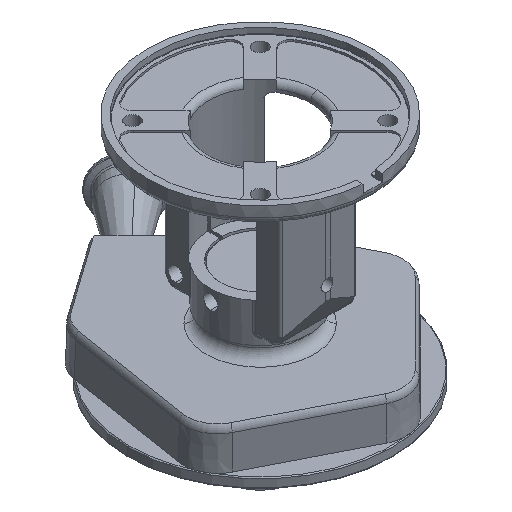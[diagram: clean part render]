
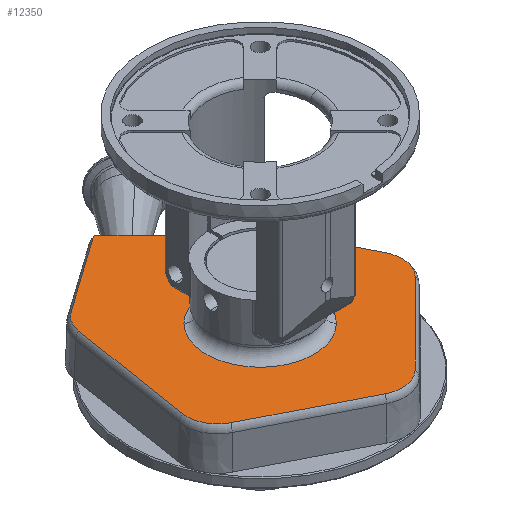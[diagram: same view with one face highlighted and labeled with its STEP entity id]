
A CAD part, isometric view. The second image highlights one B-rep face of the part: STEP entity #12350.
In plain terms, the highlighted planar face has unit normal (0, 0, 1).
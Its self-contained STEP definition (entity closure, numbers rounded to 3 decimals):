
#81 = DIRECTION ( 'NONE',  ( -0.966, -0.259, 0. ) ) ;
#84 = DIRECTION ( 'NONE',  ( 0.157, 0.988, 0. ) ) ;
#326 = DIRECTION ( 'NONE',  ( 0.707, -0.707, 0. ) ) ;
#422 = CARTESIAN_POINT ( 'NONE',  ( 31.113, 124.451, -189. ) ) ;
#521 = DIRECTION ( 'NONE',  ( 0., 0., -1. ) ) ;
#522 = VERTEX_POINT ( 'NONE', #4552 ) ;
#589 = LINE ( 'NONE', #3521, #11320 ) ;
#762 = CIRCLE ( 'NONE', #7900, 55. ) ;
#769 = DIRECTION ( 'NONE',  ( 0.707, -0.707, 0. ) ) ;
#825 = CIRCLE ( 'NONE', #5919, 31.169 ) ;
#829 = CIRCLE ( 'NONE', #7821, 31.169 ) ;
#1006 = VERTEX_POINT ( 'NONE', #8875 ) ;
#1091 = DIRECTION ( 'NONE',  ( -0.707, 0.707, 0. ) ) ;
#1105 = CARTESIAN_POINT ( 'NONE',  ( 117.362, 147.561, -189. ) ) ;
#1130 = DIRECTION ( 'NONE',  ( 0., 0., 1. ) ) ;
#1143 = CARTESIAN_POINT ( 'NONE',  ( -38.891, 38.891, -189. ) ) ;
#1250 = DIRECTION ( 'NONE',  ( 0., 0., 1. ) ) ;
#1461 = EDGE_CURVE ( 'NONE', #10602, #8608, #589, .T. ) ;
#1466 = EDGE_LOOP ( 'NONE', ( #8855, #12523 ) ) ;
#1741 = CARTESIAN_POINT ( 'NONE',  ( -68.701, 80.723, -189. ) ) ;
#1751 = EDGE_CURVE ( 'NONE', #10259, #1006, #9852, .T. ) ;
#1924 = CARTESIAN_POINT ( 'NONE',  ( 139.999, 339.783, -189. ) ) ;
#1948 = VERTEX_POINT ( 'NONE', #5027 ) ;
#2042 = CIRCLE ( 'NONE', #7141, 31.169 ) ;
#2083 = VERTEX_POINT ( 'NONE', #8483 ) ;
#2369 = DIRECTION ( 'NONE',  ( 0.707, -0.707, 0. ) ) ;
#2471 = ORIENTED_EDGE ( 'NONE', *, *, #7314, .F. ) ;
#2640 = AXIS2_PLACEMENT_3D ( 'NONE', #10077, #4248, #10898 ) ;
#2715 = CARTESIAN_POINT ( 'NONE',  ( 126.103, -1.525, -189. ) ) ;
#2854 = VECTOR ( 'NONE', #81, 1000. ) ;
#2873 = EDGE_CURVE ( 'NONE', #8608, #4375, #829, .T. ) ;
#2894 = CARTESIAN_POINT ( 'NONE',  ( -102.806, -72.944, -189. ) ) ;
#3053 = DIRECTION ( 'NONE',  ( 0.707, -0.707, 0. ) ) ;
#3362 = EDGE_CURVE ( 'NONE', #7243, #11020, #11911, .T. ) ;
#3521 = CARTESIAN_POINT ( 'NONE',  ( 100.078, 50.054, -189. ) ) ;
#3525 = VERTEX_POINT ( 'NONE', #6714 ) ;
#3550 = EDGE_CURVE ( 'NONE', #9485, #5087, #3595, .T. ) ;
#3595 = CIRCLE ( 'NONE', #5022, 31.169 ) ;
#3651 = EDGE_CURVE ( 'NONE', #1948, #2083, #7882, .T. ) ;
#3867 = CIRCLE ( 'NONE', #6108, 31.169 ) ;
#3997 = PLANE ( 'NONE',  #6611 ) ;
#4089 = LINE ( 'NONE', #8304, #5731 ) ;
#4163 = ORIENTED_EDGE ( 'NONE', *, *, #3550, .F. ) ;
#4214 = CARTESIAN_POINT ( 'NONE',  ( 0., 0., -189. ) ) ;
#4248 = DIRECTION ( 'NONE',  ( 0., 0., -1. ) ) ;
#4276 = DIRECTION ( 'NONE',  ( 0.707, -0.707, 0. ) ) ;
#4346 = DIRECTION ( 'NONE',  ( 0., 0., 1. ) ) ;
#4375 = VERTEX_POINT ( 'NONE', #4414 ) ;
#4413 = CARTESIAN_POINT ( 'NONE',  ( -159.395, 54.659, -189. ) ) ;
#4414 = CARTESIAN_POINT ( 'NONE',  ( 120.315, -37.605, -189. ) ) ;
#4552 = CARTESIAN_POINT ( 'NONE',  ( -10.264, 160.332, -189. ) ) ;
#4708 = ORIENTED_EDGE ( 'NONE', *, *, #8703, .F. ) ;
#4725 = VECTOR ( 'NONE', #5309, 1000. ) ;
#4758 = EDGE_CURVE ( 'NONE', #9787, #9570, #7911, .T. ) ;
#5022 = AXIS2_PLACEMENT_3D ( 'NONE', #8173, #9012, #7083 ) ;
#5027 = CARTESIAN_POINT ( 'NONE',  ( 49.83, 129.466, -189. ) ) ;
#5047 = EDGE_CURVE ( 'NONE', #522, #1006, #12204, .T. ) ;
#5087 = VERTEX_POINT ( 'NONE', #9183 ) ;
#5091 = FACE_OUTER_BOUND ( 'NONE', #10917, .T. ) ;
#5148 = CARTESIAN_POINT ( 'NONE',  ( 98.275, -15.565, -189. ) ) ;
#5192 = DIRECTION ( 'NONE',  ( 0.707, -0.707, 0. ) ) ;
#5233 = CARTESIAN_POINT ( 'NONE',  ( -68.701, 80.723, -189. ) ) ;
#5254 = CARTESIAN_POINT ( 'NONE',  ( -119.44, -40.293, -189. ) ) ;
#5309 = DIRECTION ( 'NONE',  ( -0.707, -0.707, 0. ) ) ;
#5381 = CARTESIAN_POINT ( 'NONE',  ( 40.096, 99.742, -189. ) ) ;
#5634 = EDGE_CURVE ( 'NONE', #9570, #9787, #762, .T. ) ;
#5642 = ORIENTED_EDGE ( 'NONE', *, *, #2873, .F. ) ;
#5643 = VECTOR ( 'NONE', #84, 1000. ) ;
#5731 = VECTOR ( 'NONE', #6393, 1000. ) ;
#5733 = ORIENTED_EDGE ( 'NONE', *, *, #7628, .F. ) ;
#5919 = AXIS2_PLACEMENT_3D ( 'NONE', #1741, #8371, #769 ) ;
#5965 = AXIS2_PLACEMENT_3D ( 'NONE', #5233, #8360, #2369 ) ;
#6010 = CARTESIAN_POINT ( 'NONE',  ( 37.605, -120.315, -189. ) ) ;
#6108 = AXIS2_PLACEMENT_3D ( 'NONE', #8302, #8247, #4276 ) ;
#6161 = CIRCLE ( 'NONE', #5965, 31.169 ) ;
#6393 = DIRECTION ( 'NONE',  ( -0.891, 0.454, 0. ) ) ;
#6394 = CARTESIAN_POINT ( 'NONE',  ( 12.046, -145.874, -189. ) ) ;
#6611 = AXIS2_PLACEMENT_3D ( 'NONE', #11808, #1130, #3053 ) ;
#6680 = ORIENTED_EDGE ( 'NONE', *, *, #3362, .F. ) ;
#6714 = CARTESIAN_POINT ( 'NONE',  ( -90.741, 102.763, -189. ) ) ;
#6841 = CARTESIAN_POINT ( 'NONE',  ( 67.924, 113.783, -189. ) ) ;
#7046 = LINE ( 'NONE', #1105, #2854 ) ;
#7083 = DIRECTION ( 'NONE',  ( 0.707, -0.707, 0. ) ) ;
#7141 = AXIS2_PLACEMENT_3D ( 'NONE', #5381, #521, #5192 ) ;
#7160 = EDGE_CURVE ( 'NONE', #1948, #10259, #7046, .T. ) ;
#7243 = VERTEX_POINT ( 'NONE', #5254 ) ;
#7314 = EDGE_CURVE ( 'NONE', #2083, #10602, #2042, .T. ) ;
#7557 = LINE ( 'NONE', #4413, #11049 ) ;
#7621 = ORIENTED_EDGE ( 'NONE', *, *, #7830, .F. ) ;
#7628 = EDGE_CURVE ( 'NONE', #8621, #7243, #3867, .T. ) ;
#7715 = AXIS2_PLACEMENT_3D ( 'NONE', #4214, #4346, #326 ) ;
#7721 = CARTESIAN_POINT ( 'NONE',  ( -99.486, 85.602, -189. ) ) ;
#7821 = AXIS2_PLACEMENT_3D ( 'NONE', #5148, #11928, #9059 ) ;
#7830 = EDGE_CURVE ( 'NONE', #11020, #3525, #825, .T. ) ;
#7882 = CIRCLE ( 'NONE', #8502, 228.831 ) ;
#7900 = AXIS2_PLACEMENT_3D ( 'NONE', #9818, #1250, #8027 ) ;
#7911 = CIRCLE ( 'NONE', #7715, 55. ) ;
#8027 = DIRECTION ( 'NONE',  ( 0.707, -0.707, 0. ) ) ;
#8162 = ORIENTED_EDGE ( 'NONE', *, *, #5047, .F. ) ;
#8173 = CARTESIAN_POINT ( 'NONE',  ( 15.565, -98.275, -189. ) ) ;
#8247 = DIRECTION ( 'NONE',  ( 0., 0., -1. ) ) ;
#8263 = DIRECTION ( 'NONE',  ( 0.816, 0.578, 0. ) ) ;
#8302 = CARTESIAN_POINT ( 'NONE',  ( -88.655, -45.172, -189. ) ) ;
#8304 = CARTESIAN_POINT ( 'NONE',  ( -102.806, -72.944, -189. ) ) ;
#8305 = CARTESIAN_POINT ( 'NONE',  ( 38.891, -38.891, -189. ) ) ;
#8360 = DIRECTION ( 'NONE',  ( 0., 0., -1. ) ) ;
#8371 = DIRECTION ( 'NONE',  ( 0., 0., -1. ) ) ;
#8483 = CARTESIAN_POINT ( 'NONE',  ( 52.073, 128.519, -189. ) ) ;
#8502 = AXIS2_PLACEMENT_3D ( 'NONE', #1924, #11621, #10710 ) ;
#8568 = ORIENTED_EDGE ( 'NONE', *, *, #1751, .T. ) ;
#8583 = ORIENTED_EDGE ( 'NONE', *, *, #9274, .F. ) ;
#8608 = VERTEX_POINT ( 'NONE', #2715 ) ;
#8621 = VERTEX_POINT ( 'NONE', #2894 ) ;
#8703 = EDGE_CURVE ( 'NONE', #5087, #8621, #4089, .T. ) ;
#8848 = CARTESIAN_POINT ( 'NONE',  ( -119.44, -40.293, -189. ) ) ;
#8855 = ORIENTED_EDGE ( 'NONE', *, *, #5634, .F. ) ;
#8873 = FACE_BOUND ( 'NONE', #1466, .T. ) ;
#8875 = CARTESIAN_POINT ( 'NONE',  ( -6.083, 161.646, -189. ) ) ;
#9012 = DIRECTION ( 'NONE',  ( 0., 0., -1. ) ) ;
#9059 = DIRECTION ( 'NONE',  ( 0.707, -0.707, 0. ) ) ;
#9085 = CARTESIAN_POINT ( 'NONE',  ( 77.782, 77.782, -189. ) ) ;
#9183 = CARTESIAN_POINT ( 'NONE',  ( 1.415, -126.047, -189. ) ) ;
#9274 = EDGE_CURVE ( 'NONE', #10107, #522, #7557, .T. ) ;
#9277 = LINE ( 'NONE', #6394, #4725 ) ;
#9485 = VERTEX_POINT ( 'NONE', #6010 ) ;
#9510 = EDGE_CURVE ( 'NONE', #4375, #9485, #9277, .T. ) ;
#9570 = VERTEX_POINT ( 'NONE', #8305 ) ;
#9648 = CARTESIAN_POINT ( 'NONE',  ( -86.721, 106.155, -189. ) ) ;
#9787 = VERTEX_POINT ( 'NONE', #1143 ) ;
#9818 = CARTESIAN_POINT ( 'NONE',  ( 0., 0., -189. ) ) ;
#9852 = LINE ( 'NONE', #9085, #11355 ) ;
#9877 = EDGE_CURVE ( 'NONE', #3525, #10107, #6161, .T. ) ;
#10077 = CARTESIAN_POINT ( 'NONE',  ( -6.135, 154.505, -189. ) ) ;
#10107 = VERTEX_POINT ( 'NONE', #9648 ) ;
#10259 = VERTEX_POINT ( 'NONE', #422 ) ;
#10547 = ORIENTED_EDGE ( 'NONE', *, *, #9510, .F. ) ;
#10602 = VERTEX_POINT ( 'NONE', #6841 ) ;
#10670 = ORIENTED_EDGE ( 'NONE', *, *, #1461, .F. ) ;
#10710 = DIRECTION ( 'NONE',  ( -0.707, 0.707, 0. ) ) ;
#10898 = DIRECTION ( 'NONE',  ( 0.707, -0.707, 0. ) ) ;
#10917 = EDGE_LOOP ( 'NONE', ( #12348, #11496, #8568, #8162, #8583, #11456, #7621, #6680, #5733, #4708, #4163, #10547, #5642, #10670, #2471 ) ) ;
#11020 = VERTEX_POINT ( 'NONE', #7721 ) ;
#11049 = VECTOR ( 'NONE', #8263, 1000. ) ;
#11320 = VECTOR ( 'NONE', #12338, 1000. ) ;
#11355 = VECTOR ( 'NONE', #1091, 1000. ) ;
#11456 = ORIENTED_EDGE ( 'NONE', *, *, #9877, .F. ) ;
#11496 = ORIENTED_EDGE ( 'NONE', *, *, #7160, .T. ) ;
#11621 = DIRECTION ( 'NONE',  ( 0., 0., 1. ) ) ;
#11808 = CARTESIAN_POINT ( 'NONE',  ( 123.744, 123.744, -189. ) ) ;
#11911 = LINE ( 'NONE', #8848, #5643 ) ;
#11928 = DIRECTION ( 'NONE',  ( 0., 0., -1. ) ) ;
#12204 = CIRCLE ( 'NONE', #2640, 7.141 ) ;
#12338 = DIRECTION ( 'NONE',  ( 0.45, -0.893, 0. ) ) ;
#12348 = ORIENTED_EDGE ( 'NONE', *, *, #3651, .F. ) ;
#12350 = ADVANCED_FACE ( 'NONE', ( #8873, #5091 ), #3997, .T. ) ;
#12523 = ORIENTED_EDGE ( 'NONE', *, *, #4758, .F. ) ;
